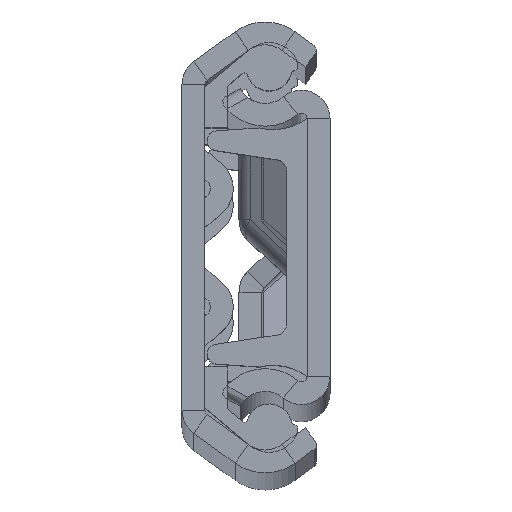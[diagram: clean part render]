
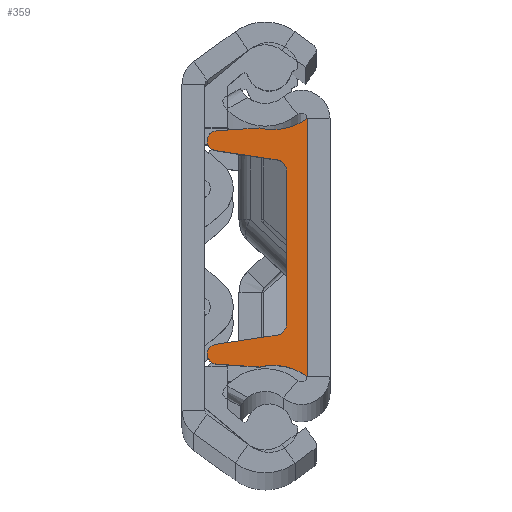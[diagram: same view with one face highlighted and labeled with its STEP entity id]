
A CAD part, top view. The second image highlights one B-rep face of the part: STEP entity #359.
In plain terms, the highlighted face is planar.
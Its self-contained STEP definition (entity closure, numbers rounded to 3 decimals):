
#29 = CARTESIAN_POINT ( 'NONE',  ( 6., 0., 0. ) ) ;
#71 = VECTOR ( 'NONE', #428, 1000. ) ;
#305 = EDGE_CURVE ( 'NONE', #2973, #1013, #9215, .T. ) ;
#359 = ADVANCED_FACE ( 'NONE', ( #7651 ), #3795, .T. ) ;
#376 = VECTOR ( 'NONE', #8036, 1000. ) ;
#419 = DIRECTION ( 'NONE',  ( 0., -0.067, 0.998 ) ) ;
#428 = DIRECTION ( 'NONE',  ( 0., 0.067, 0.998 ) ) ;
#488 = VERTEX_POINT ( 'NONE', #3951 ) ;
#718 = VERTEX_POINT ( 'NONE', #1653 ) ;
#761 = DIRECTION ( 'NONE',  ( 1., 0., 0. ) ) ;
#766 = VECTOR ( 'NONE', #6333, 1000. ) ;
#784 = EDGE_CURVE ( 'NONE', #7397, #8160, #6441, .T. ) ;
#1013 = VERTEX_POINT ( 'NONE', #4571 ) ;
#1104 = CARTESIAN_POINT ( 'NONE',  ( 6., 11.35, 0. ) ) ;
#1250 = EDGE_CURVE ( 'NONE', #2494, #3807, #7253, .T. ) ;
#1466 = AXIS2_PLACEMENT_3D ( 'NONE', #6316, #8765, #7982 ) ;
#1546 = CIRCLE ( 'NONE', #7295, 0.875 ) ;
#1653 = CARTESIAN_POINT ( 'NONE',  ( 6., -10.248, 7.983 ) ) ;
#1688 = VERTEX_POINT ( 'NONE', #8758 ) ;
#1915 = VERTEX_POINT ( 'NONE', #8876 ) ;
#1921 = VECTOR ( 'NONE', #419, 1000. ) ;
#1924 = CARTESIAN_POINT ( 'NONE',  ( 6., -15.35, 3. ) ) ;
#1925 = EDGE_CURVE ( 'NONE', #3531, #488, #9451, .T. ) ;
#1963 = VERTEX_POINT ( 'NONE', #9496 ) ;
#2101 = LINE ( 'NONE', #2800, #71 ) ;
#2149 = DIRECTION ( 'NONE',  ( 1., 0., 0. ) ) ;
#2220 = EDGE_CURVE ( 'NONE', #3531, #1915, #6577, .T. ) ;
#2243 = DIRECTION ( 'NONE',  ( 0., 0., -1. ) ) ;
#2335 = ORIENTED_EDGE ( 'NONE', *, *, #10212, .T. ) ;
#2494 = VERTEX_POINT ( 'NONE', #1104 ) ;
#2712 = ORIENTED_EDGE ( 'NONE', *, *, #7998, .F. ) ;
#2800 = CARTESIAN_POINT ( 'NONE',  ( 6., -10.734, 0.718 ) ) ;
#2818 = ORIENTED_EDGE ( 'NONE', *, *, #10189, .F. ) ;
#2960 = ORIENTED_EDGE ( 'NONE', *, *, #305, .T. ) ;
#2973 = VERTEX_POINT ( 'NONE', #4145 ) ;
#3042 = ORIENTED_EDGE ( 'NONE', *, *, #1250, .F. ) ;
#3150 = ORIENTED_EDGE ( 'NONE', *, *, #2220, .T. ) ;
#3248 = DIRECTION ( 'NONE',  ( 0., -1., 0. ) ) ;
#3259 = EDGE_LOOP ( 'NONE', ( #7346, #3150, #9288, #9985, #8537, #3042, #2818, #2960, #6444, #2335, #9594, #7523, #7356, #2712 ) ) ;
#3340 = CIRCLE ( 'NONE', #9217, 1. ) ;
#3394 = CIRCLE ( 'NONE', #4077, 0.875 ) ;
#3531 = VERTEX_POINT ( 'NONE', #8586 ) ;
#3616 = VERTEX_POINT ( 'NONE', #3892 ) ;
#3795 = PLANE ( 'NONE',  #8336 ) ;
#3807 = VERTEX_POINT ( 'NONE', #7326 ) ;
#3892 = CARTESIAN_POINT ( 'NONE',  ( 6., 8.51, 8.055 ) ) ;
#3893 = DIRECTION ( 'NONE',  ( 1., 0., 0. ) ) ;
#3951 = CARTESIAN_POINT ( 'NONE',  ( 6., -7.697, 2.651 ) ) ;
#4077 = AXIS2_PLACEMENT_3D ( 'NONE', #4691, #9520, #5339 ) ;
#4145 = CARTESIAN_POINT ( 'NONE',  ( 6., 10.5, 4.216 ) ) ;
#4367 = AXIS2_PLACEMENT_3D ( 'NONE', #6435, #761, #4891 ) ;
#4423 = VERTEX_POINT ( 'NONE', #4880 ) ;
#4571 = CARTESIAN_POINT ( 'NONE',  ( 6., 10.248, 7.983 ) ) ;
#4651 = DIRECTION ( 'NONE',  ( 0., 0., -1. ) ) ;
#4666 = DIRECTION ( 'NONE',  ( 1., 0., 0. ) ) ;
#4691 = CARTESIAN_POINT ( 'NONE',  ( 6., 9.375, 7.925 ) ) ;
#4721 = EDGE_CURVE ( 'NONE', #1013, #4423, #1546, .T. ) ;
#4752 = CIRCLE ( 'NONE', #9444, 5. ) ;
#4880 = CARTESIAN_POINT ( 'NONE',  ( 6., 9.375, 8.8 ) ) ;
#4886 = CARTESIAN_POINT ( 'NONE',  ( 6., -7.136, -1.074 ) ) ;
#4891 = DIRECTION ( 'NONE',  ( 0., 0., -1. ) ) ;
#5339 = DIRECTION ( 'NONE',  ( 0., 0., -1. ) ) ;
#5427 = EDGE_CURVE ( 'NONE', #3616, #1688, #9449, .T. ) ;
#5691 = EDGE_CURVE ( 'NONE', #1963, #718, #2101, .T. ) ;
#5857 = DIRECTION ( 'NONE',  ( 1., 0., 0. ) ) ;
#6043 = CIRCLE ( 'NONE', #1466, 1. ) ;
#6062 = CIRCLE ( 'NONE', #4367, 0.875 ) ;
#6193 = DIRECTION ( 'NONE',  ( 0., 0., -1. ) ) ;
#6316 = CARTESIAN_POINT ( 'NONE',  ( 6., 6.708, 2.8 ) ) ;
#6333 = DIRECTION ( 'NONE',  ( 0., -1., 0. ) ) ;
#6393 = EDGE_CURVE ( 'NONE', #3807, #1963, #7501, .T. ) ;
#6435 = CARTESIAN_POINT ( 'NONE',  ( 6., -9.375, 7.925 ) ) ;
#6441 = LINE ( 'NONE', #8728, #766 ) ;
#6444 = ORIENTED_EDGE ( 'NONE', *, *, #4721, .T. ) ;
#6577 = CIRCLE ( 'NONE', #7901, 0.875 ) ;
#6786 = DIRECTION ( 'NONE',  ( 1., 0., 0. ) ) ;
#7028 = CARTESIAN_POINT ( 'NONE',  ( 6., 0., 0. ) ) ;
#7228 = VECTOR ( 'NONE', #7252, 1000. ) ;
#7252 = DIRECTION ( 'NONE',  ( 0., 0.149, -0.989 ) ) ;
#7253 = LINE ( 'NONE', #29, #8230 ) ;
#7295 = AXIS2_PLACEMENT_3D ( 'NONE', #9377, #2149, #4651 ) ;
#7326 = CARTESIAN_POINT ( 'NONE',  ( 6., -11.35, 0. ) ) ;
#7346 = ORIENTED_EDGE ( 'NONE', *, *, #1925, .F. ) ;
#7356 = ORIENTED_EDGE ( 'NONE', *, *, #784, .T. ) ;
#7397 = VERTEX_POINT ( 'NONE', #10249 ) ;
#7457 = CARTESIAN_POINT ( 'NONE',  ( 6., -6.708, 1.8 ) ) ;
#7501 = CIRCLE ( 'NONE', #8845, 5. ) ;
#7523 = ORIENTED_EDGE ( 'NONE', *, *, #8004, .F. ) ;
#7651 = FACE_OUTER_BOUND ( 'NONE', #3259, .T. ) ;
#7870 = DIRECTION ( 'NONE',  ( 0., 0., -1. ) ) ;
#7873 = CARTESIAN_POINT ( 'NONE',  ( 6., 7.136, -1.074 ) ) ;
#7901 = AXIS2_PLACEMENT_3D ( 'NONE', #10071, #6786, #6193 ) ;
#7982 = DIRECTION ( 'NONE',  ( 0., 0., -1. ) ) ;
#7998 = EDGE_CURVE ( 'NONE', #488, #8160, #3340, .T. ) ;
#8004 = EDGE_CURVE ( 'NONE', #7397, #1688, #6043, .T. ) ;
#8036 = DIRECTION ( 'NONE',  ( 0., -0.149, -0.989 ) ) ;
#8160 = VERTEX_POINT ( 'NONE', #7457 ) ;
#8211 = DIRECTION ( 'NONE',  ( 0., 0., -1. ) ) ;
#8230 = VECTOR ( 'NONE', #3248, 1000. ) ;
#8336 = AXIS2_PLACEMENT_3D ( 'NONE', #7028, #9429, #9373 ) ;
#8537 = ORIENTED_EDGE ( 'NONE', *, *, #6393, .F. ) ;
#8586 = CARTESIAN_POINT ( 'NONE',  ( 6., -8.51, 8.055 ) ) ;
#8658 = EDGE_CURVE ( 'NONE', #1915, #718, #6062, .T. ) ;
#8728 = CARTESIAN_POINT ( 'NONE',  ( 6., 0., 1.8 ) ) ;
#8758 = CARTESIAN_POINT ( 'NONE',  ( 6., 7.697, 2.651 ) ) ;
#8765 = DIRECTION ( 'NONE',  ( 1., 0., 0. ) ) ;
#8845 = AXIS2_PLACEMENT_3D ( 'NONE', #1924, #5857, #8211 ) ;
#8876 = CARTESIAN_POINT ( 'NONE',  ( 6., -9.375, 8.8 ) ) ;
#9215 = LINE ( 'NONE', #10216, #1921 ) ;
#9217 = AXIS2_PLACEMENT_3D ( 'NONE', #10395, #4666, #7870 ) ;
#9288 = ORIENTED_EDGE ( 'NONE', *, *, #8658, .T. ) ;
#9373 = DIRECTION ( 'NONE',  ( 0., 0., -1. ) ) ;
#9377 = CARTESIAN_POINT ( 'NONE',  ( 6., 9.375, 7.925 ) ) ;
#9429 = DIRECTION ( 'NONE',  ( 1., 0., 0. ) ) ;
#9444 = AXIS2_PLACEMENT_3D ( 'NONE', #10114, #3893, #2243 ) ;
#9449 = LINE ( 'NONE', #7873, #376 ) ;
#9451 = LINE ( 'NONE', #4886, #7228 ) ;
#9496 = CARTESIAN_POINT ( 'NONE',  ( 6., -10.5, 4.216 ) ) ;
#9520 = DIRECTION ( 'NONE',  ( 1., 0., 0. ) ) ;
#9594 = ORIENTED_EDGE ( 'NONE', *, *, #5427, .T. ) ;
#9985 = ORIENTED_EDGE ( 'NONE', *, *, #5691, .F. ) ;
#10071 = CARTESIAN_POINT ( 'NONE',  ( 6., -9.375, 7.925 ) ) ;
#10114 = CARTESIAN_POINT ( 'NONE',  ( 6., 15.35, 3. ) ) ;
#10189 = EDGE_CURVE ( 'NONE', #2973, #2494, #4752, .T. ) ;
#10212 = EDGE_CURVE ( 'NONE', #4423, #3616, #3394, .T. ) ;
#10216 = CARTESIAN_POINT ( 'NONE',  ( 6., 10.734, 0.718 ) ) ;
#10249 = CARTESIAN_POINT ( 'NONE',  ( 6., 6.708, 1.8 ) ) ;
#10395 = CARTESIAN_POINT ( 'NONE',  ( 6., -6.708, 2.8 ) ) ;
